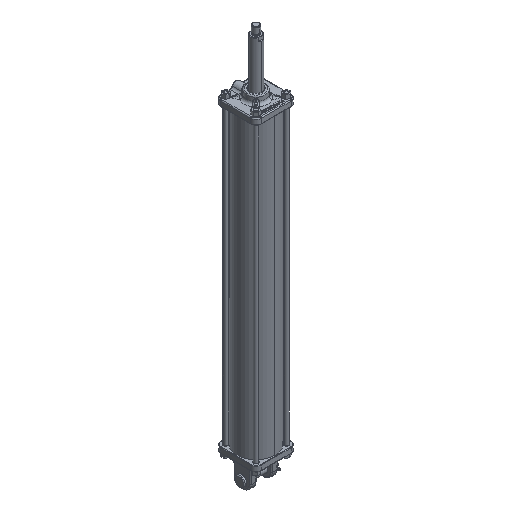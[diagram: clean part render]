
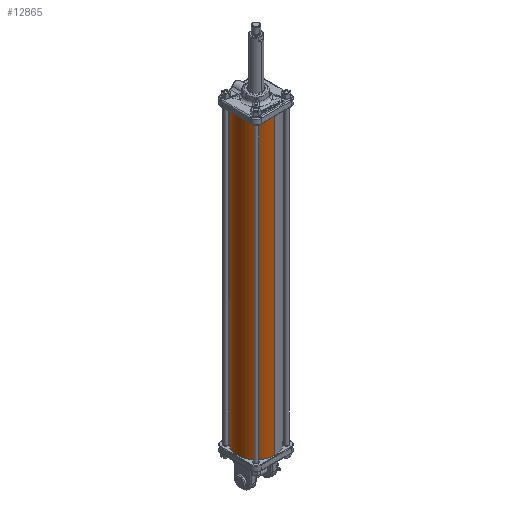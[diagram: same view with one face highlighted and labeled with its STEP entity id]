
A CAD part, isometric view. The second image highlights one B-rep face of the part: STEP entity #12865.
In plain terms, the highlighted cylindrical face has radius 44.45 mm (diameter 88.9 mm), a partial arc.
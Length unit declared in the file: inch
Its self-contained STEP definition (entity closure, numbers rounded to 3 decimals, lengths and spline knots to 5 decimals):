
#373 = DIRECTION ( 'NONE',  ( 1., 0., 0. ) ) ;
#1075 = CIRCLE ( 'NONE', #39264, 1.75 ) ;
#3224 = CARTESIAN_POINT ( 'NONE',  ( 0., 0., -27.5 ) ) ;
#3626 = VERTEX_POINT ( 'NONE', #8055 ) ;
#6456 = ORIENTED_EDGE ( 'NONE', *, *, #25931, .T. ) ;
#6937 = DIRECTION ( 'NONE',  ( 0., 0., 1. ) ) ;
#7697 = CARTESIAN_POINT ( 'NONE',  ( -1.75, 0., 0. ) ) ;
#8055 = CARTESIAN_POINT ( 'NONE',  ( 1.75, 0., -27.5 ) ) ;
#8649 = CARTESIAN_POINT ( 'NONE',  ( 0., 0., 0. ) ) ;
#9797 = AXIS2_PLACEMENT_3D ( 'NONE', #3224, #15148, #373 ) ;
#10197 = CARTESIAN_POINT ( 'NONE',  ( -1.75, 0., -27.5 ) ) ;
#10986 = VERTEX_POINT ( 'NONE', #11931 ) ;
#11931 = CARTESIAN_POINT ( 'NONE',  ( 1.75, 0., 0. ) ) ;
#11982 = VECTOR ( 'NONE', #29302, 39.37008 ) ;
#12865 = ADVANCED_FACE ( 'NONE', ( #28751 ), #19191, .T. ) ;
#13413 = CARTESIAN_POINT ( 'NONE',  ( -1.75, 0., -32.57475 ) ) ;
#13673 = VECTOR ( 'NONE', #6937, 39.37008 ) ;
#15148 = DIRECTION ( 'NONE',  ( 0., 0., -1. ) ) ;
#16164 = ORIENTED_EDGE ( 'NONE', *, *, #22334, .F. ) ;
#17142 = EDGE_LOOP ( 'NONE', ( #16164, #18950, #6456, #18617 ) ) ;
#18617 = ORIENTED_EDGE ( 'NONE', *, *, #26377, .F. ) ;
#18950 = ORIENTED_EDGE ( 'NONE', *, *, #25458, .F. ) ;
#19191 = CYLINDRICAL_SURFACE ( 'NONE', #36059, 1.75 ) ;
#20196 = DIRECTION ( 'NONE',  ( 0., 0., 1. ) ) ;
#22334 = EDGE_CURVE ( 'NONE', #23406, #25361, #25984, .T. ) ;
#23206 = LINE ( 'NONE', #26239, #11982 ) ;
#23406 = VERTEX_POINT ( 'NONE', #10197 ) ;
#25361 = VERTEX_POINT ( 'NONE', #7697 ) ;
#25458 = EDGE_CURVE ( 'NONE', #3626, #23406, #27293, .T. ) ;
#25701 = DIRECTION ( 'NONE',  ( 1., 0., 0. ) ) ;
#25931 = EDGE_CURVE ( 'NONE', #3626, #10986, #23206, .T. ) ;
#25984 = LINE ( 'NONE', #13413, #13673 ) ;
#26239 = CARTESIAN_POINT ( 'NONE',  ( 1.75, 0., -32.57475 ) ) ;
#26377 = EDGE_CURVE ( 'NONE', #25361, #10986, #1075, .T. ) ;
#27293 = CIRCLE ( 'NONE', #9797, 1.75 ) ;
#28751 = FACE_OUTER_BOUND ( 'NONE', #17142, .T. ) ;
#29302 = DIRECTION ( 'NONE',  ( 0., 0., 1. ) ) ;
#31597 = CARTESIAN_POINT ( 'NONE',  ( 0., 0., -32.57475 ) ) ;
#35829 = DIRECTION ( 'NONE',  ( 1., 0., 0. ) ) ;
#36059 = AXIS2_PLACEMENT_3D ( 'NONE', #31597, #37474, #25701 ) ;
#37474 = DIRECTION ( 'NONE',  ( 0., 0., 1. ) ) ;
#39264 = AXIS2_PLACEMENT_3D ( 'NONE', #8649, #20196, #35829 ) ;
